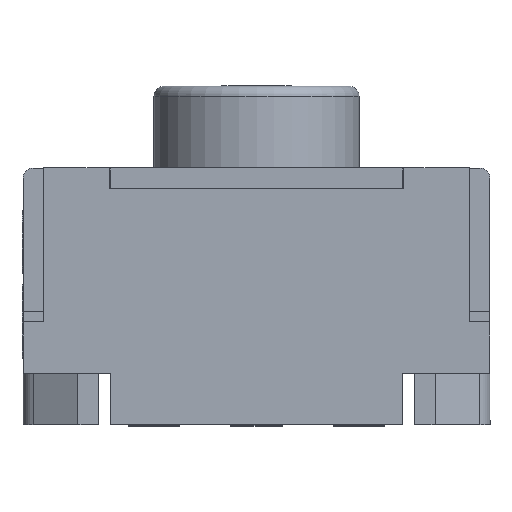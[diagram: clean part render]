
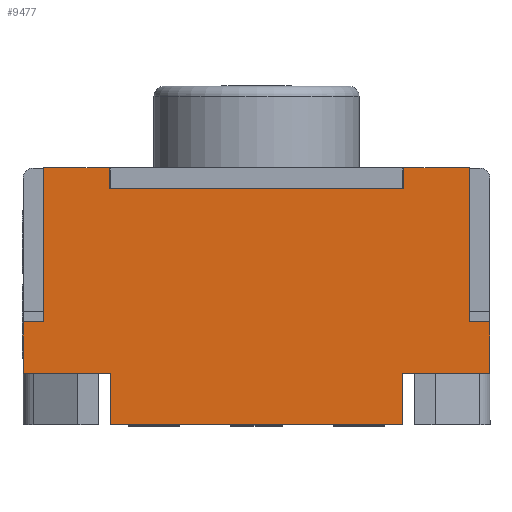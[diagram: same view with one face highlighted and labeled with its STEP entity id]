
A CAD part, top view. The second image highlights one B-rep face of the part: STEP entity #9477.
In plain terms, the highlighted planar face has unit normal (0, 0, 1).
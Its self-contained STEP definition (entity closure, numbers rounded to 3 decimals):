
#207 = ORIENTED_EDGE ( 'NONE', *, *, #15755, .F. ) ;
#243 = LINE ( 'NONE', #3309, #8311 ) ;
#291 = DIRECTION ( 'NONE',  ( -1., 0., 0. ) ) ;
#293 = CARTESIAN_POINT ( 'NONE',  ( -2.072, -1.765, 1.065 ) ) ;
#301 = CARTESIAN_POINT ( 'NONE',  ( 1.428, -1.765, 1.065 ) ) ;
#325 = DIRECTION ( 'NONE',  ( 0., -1., 0. ) ) ;
#438 = LINE ( 'NONE', #8565, #8108 ) ;
#679 = AXIS2_PLACEMENT_3D ( 'NONE', #9706, #4475, #9880 ) ;
#728 = LINE ( 'NONE', #9032, #3445 ) ;
#737 = EDGE_CURVE ( 'NONE', #15564, #14753, #1955, .T. ) ;
#1081 = EDGE_CURVE ( 'NONE', #15564, #15930, #438, .T. ) ;
#1153 = EDGE_CURVE ( 'NONE', #6844, #13586, #10668, .T. ) ;
#1182 = CARTESIAN_POINT ( 'NONE',  ( 2.078, 0.735, 1.065 ) ) ;
#1246 = CARTESIAN_POINT ( 'NONE',  ( 2.278, -0.765, 1.065 ) ) ;
#1265 = CARTESIAN_POINT ( 'NONE',  ( 1.428, -1.765, 1.065 ) ) ;
#1294 = ORIENTED_EDGE ( 'NONE', *, *, #6930, .F. ) ;
#1481 = ORIENTED_EDGE ( 'NONE', *, *, #6167, .T. ) ;
#1623 = EDGE_CURVE ( 'NONE', #17640, #3136, #18020, .T. ) ;
#1683 = FACE_OUTER_BOUND ( 'NONE', #7956, .T. ) ;
#1870 = LINE ( 'NONE', #293, #17731 ) ;
#1955 = LINE ( 'NONE', #4647, #17189 ) ;
#2279 = ORIENTED_EDGE ( 'NONE', *, *, #14547, .F. ) ;
#2564 = VERTEX_POINT ( 'NONE', #16320 ) ;
#2804 = CARTESIAN_POINT ( 'NONE',  ( -1.422, -1.265, 1.065 ) ) ;
#2975 = PLANE ( 'NONE',  #679 ) ;
#3136 = VERTEX_POINT ( 'NONE', #8777 ) ;
#3309 = CARTESIAN_POINT ( 'NONE',  ( -2.272, -0.765, 1.065 ) ) ;
#3445 = VECTOR ( 'NONE', #6011, 1000. ) ;
#3520 = CARTESIAN_POINT ( 'NONE',  ( -2.272, -0.765, 1.065 ) ) ;
#4157 = VERTEX_POINT ( 'NONE', #13261 ) ;
#4252 = CARTESIAN_POINT ( 'NONE',  ( -1.432, 0.535, 1.065 ) ) ;
#4441 = LINE ( 'NONE', #16623, #11584 ) ;
#4469 = CARTESIAN_POINT ( 'NONE',  ( -2.072, 0.735, 1.065 ) ) ;
#4475 = DIRECTION ( 'NONE',  ( 0., 0., 1. ) ) ;
#4647 = CARTESIAN_POINT ( 'NONE',  ( 2.278, -0.765, 1.065 ) ) ;
#4900 = VECTOR ( 'NONE', #291, 1000. ) ;
#4914 = EDGE_CURVE ( 'NONE', #10502, #11364, #10385, .T. ) ;
#5378 = DIRECTION ( 'NONE',  ( 0., 1., 0. ) ) ;
#5628 = ORIENTED_EDGE ( 'NONE', *, *, #1081, .T. ) ;
#5657 = ORIENTED_EDGE ( 'NONE', *, *, #12345, .F. ) ;
#5843 = LINE ( 'NONE', #4469, #12983 ) ;
#5903 = DIRECTION ( 'NONE',  ( 1., 0., 0. ) ) ;
#5972 = VERTEX_POINT ( 'NONE', #301 ) ;
#6011 = DIRECTION ( 'NONE',  ( 0., 1., 0. ) ) ;
#6035 = LINE ( 'NONE', #12686, #16301 ) ;
#6167 = EDGE_CURVE ( 'NONE', #10502, #2564, #243, .T. ) ;
#6485 = DIRECTION ( 'NONE',  ( -1., 0., 0. ) ) ;
#6575 = CARTESIAN_POINT ( 'NONE',  ( -1.422, -1.765, 1.065 ) ) ;
#6766 = VERTEX_POINT ( 'NONE', #17221 ) ;
#6792 = ORIENTED_EDGE ( 'NONE', *, *, #1623, .T. ) ;
#6844 = VERTEX_POINT ( 'NONE', #6575 ) ;
#6930 = EDGE_CURVE ( 'NONE', #11364, #6766, #9134, .T. ) ;
#7311 = DIRECTION ( 'NONE',  ( -1., 0., 0. ) ) ;
#7333 = VERTEX_POINT ( 'NONE', #1182 ) ;
#7349 = ORIENTED_EDGE ( 'NONE', *, *, #4914, .F. ) ;
#7748 = CARTESIAN_POINT ( 'NONE',  ( -2.072, -0.765, 1.065 ) ) ;
#7816 = CARTESIAN_POINT ( 'NONE',  ( 2.078, -0.765, 1.065 ) ) ;
#7956 = EDGE_LOOP ( 'NONE', ( #13610, #15638, #5628, #8658, #2279, #6792, #207, #5657, #16212, #1294, #7349, #1481, #15583, #12522, #12338, #17084 ) ) ;
#8108 = VECTOR ( 'NONE', #6485, 1000. ) ;
#8311 = VECTOR ( 'NONE', #325, 1000. ) ;
#8401 = EDGE_CURVE ( 'NONE', #17018, #5972, #13817, .T. ) ;
#8494 = EDGE_CURVE ( 'NONE', #6844, #5972, #1870, .T. ) ;
#8565 = CARTESIAN_POINT ( 'NONE',  ( 2.278, -0.765, 1.065 ) ) ;
#8658 = ORIENTED_EDGE ( 'NONE', *, *, #12149, .T. ) ;
#8733 = EDGE_CURVE ( 'NONE', #4157, #6766, #5843, .T. ) ;
#8777 = CARTESIAN_POINT ( 'NONE',  ( 1.438, 0.535, 1.065 ) ) ;
#9032 = CARTESIAN_POINT ( 'NONE',  ( 2.078, -1.765, 1.065 ) ) ;
#9134 = LINE ( 'NONE', #13488, #11286 ) ;
#9311 = CARTESIAN_POINT ( 'NONE',  ( -1.422, -1.765, 1.065 ) ) ;
#9477 = ADVANCED_FACE ( 'NONE', ( #1683 ), #2975, .T. ) ;
#9585 = VECTOR ( 'NONE', #5378, 1000. ) ;
#9706 = CARTESIAN_POINT ( 'NONE',  ( -2.072, -1.765, 1.065 ) ) ;
#9775 = CARTESIAN_POINT ( 'NONE',  ( -2.072, 0.535, 1.065 ) ) ;
#9880 = DIRECTION ( 'NONE',  ( 1., 0., 0. ) ) ;
#10016 = DIRECTION ( 'NONE',  ( 0., -1., 0. ) ) ;
#10060 = LINE ( 'NONE', #15624, #4900 ) ;
#10385 = LINE ( 'NONE', #14676, #15785 ) ;
#10502 = VERTEX_POINT ( 'NONE', #3520 ) ;
#10668 = LINE ( 'NONE', #9311, #9585 ) ;
#10759 = VECTOR ( 'NONE', #18129, 1000. ) ;
#11015 = DIRECTION ( 'NONE',  ( 0., -1., 0. ) ) ;
#11286 = VECTOR ( 'NONE', #17319, 1000. ) ;
#11364 = VERTEX_POINT ( 'NONE', #7748 ) ;
#11584 = VECTOR ( 'NONE', #10016, 1000. ) ;
#12149 = EDGE_CURVE ( 'NONE', #15930, #7333, #728, .T. ) ;
#12338 = ORIENTED_EDGE ( 'NONE', *, *, #8494, .T. ) ;
#12345 = EDGE_CURVE ( 'NONE', #4157, #12381, #4441, .T. ) ;
#12381 = VERTEX_POINT ( 'NONE', #4252 ) ;
#12482 = LINE ( 'NONE', #9775, #10759 ) ;
#12522 = ORIENTED_EDGE ( 'NONE', *, *, #1153, .F. ) ;
#12681 = EDGE_CURVE ( 'NONE', #14753, #17018, #6035, .T. ) ;
#12686 = CARTESIAN_POINT ( 'NONE',  ( -2.072, -1.265, 1.065 ) ) ;
#12688 = EDGE_CURVE ( 'NONE', #13586, #2564, #10060, .T. ) ;
#12749 = CARTESIAN_POINT ( 'NONE',  ( 2.278, -1.265, 1.065 ) ) ;
#12766 = DIRECTION ( 'NONE',  ( -1., 0., 0. ) ) ;
#12983 = VECTOR ( 'NONE', #7311, 1000. ) ;
#13026 = DIRECTION ( 'NONE',  ( 0., -1., 0. ) ) ;
#13131 = DIRECTION ( 'NONE',  ( 1., 0., 0. ) ) ;
#13261 = CARTESIAN_POINT ( 'NONE',  ( -1.432, 0.735, 1.065 ) ) ;
#13301 = DIRECTION ( 'NONE',  ( 1., 0., 0. ) ) ;
#13488 = CARTESIAN_POINT ( 'NONE',  ( -2.072, -1.765, 1.065 ) ) ;
#13586 = VERTEX_POINT ( 'NONE', #2804 ) ;
#13610 = ORIENTED_EDGE ( 'NONE', *, *, #12681, .F. ) ;
#13817 = LINE ( 'NONE', #1265, #15340 ) ;
#14017 = CARTESIAN_POINT ( 'NONE',  ( 1.438, 0.735, 1.065 ) ) ;
#14426 = LINE ( 'NONE', #14710, #15799 ) ;
#14547 = EDGE_CURVE ( 'NONE', #17640, #7333, #14426, .T. ) ;
#14676 = CARTESIAN_POINT ( 'NONE',  ( -2.272, -0.765, 1.065 ) ) ;
#14710 = CARTESIAN_POINT ( 'NONE',  ( 2.078, 0.735, 1.065 ) ) ;
#14753 = VERTEX_POINT ( 'NONE', #12749 ) ;
#15255 = VECTOR ( 'NONE', #11015, 1000. ) ;
#15340 = VECTOR ( 'NONE', #15727, 1000. ) ;
#15455 = CARTESIAN_POINT ( 'NONE',  ( 1.428, -1.265, 1.065 ) ) ;
#15564 = VERTEX_POINT ( 'NONE', #1246 ) ;
#15583 = ORIENTED_EDGE ( 'NONE', *, *, #12688, .F. ) ;
#15624 = CARTESIAN_POINT ( 'NONE',  ( -2.072, -1.265, 1.065 ) ) ;
#15638 = ORIENTED_EDGE ( 'NONE', *, *, #737, .F. ) ;
#15727 = DIRECTION ( 'NONE',  ( 0., -1., 0. ) ) ;
#15755 = EDGE_CURVE ( 'NONE', #12381, #3136, #12482, .T. ) ;
#15785 = VECTOR ( 'NONE', #5903, 1000. ) ;
#15799 = VECTOR ( 'NONE', #13301, 1000. ) ;
#15930 = VERTEX_POINT ( 'NONE', #7816 ) ;
#16212 = ORIENTED_EDGE ( 'NONE', *, *, #8733, .T. ) ;
#16301 = VECTOR ( 'NONE', #12766, 1000. ) ;
#16320 = CARTESIAN_POINT ( 'NONE',  ( -2.272, -1.265, 1.065 ) ) ;
#16396 = CARTESIAN_POINT ( 'NONE',  ( 1.438, 0.735, 1.065 ) ) ;
#16623 = CARTESIAN_POINT ( 'NONE',  ( -1.432, 0.735, 1.065 ) ) ;
#17018 = VERTEX_POINT ( 'NONE', #15455 ) ;
#17084 = ORIENTED_EDGE ( 'NONE', *, *, #8401, .F. ) ;
#17189 = VECTOR ( 'NONE', #13026, 1000. ) ;
#17221 = CARTESIAN_POINT ( 'NONE',  ( -2.072, 0.735, 1.065 ) ) ;
#17319 = DIRECTION ( 'NONE',  ( 0., 1., 0. ) ) ;
#17640 = VERTEX_POINT ( 'NONE', #16396 ) ;
#17731 = VECTOR ( 'NONE', #13131, 1000. ) ;
#18020 = LINE ( 'NONE', #14017, #15255 ) ;
#18129 = DIRECTION ( 'NONE',  ( 1., 0., 0. ) ) ;
